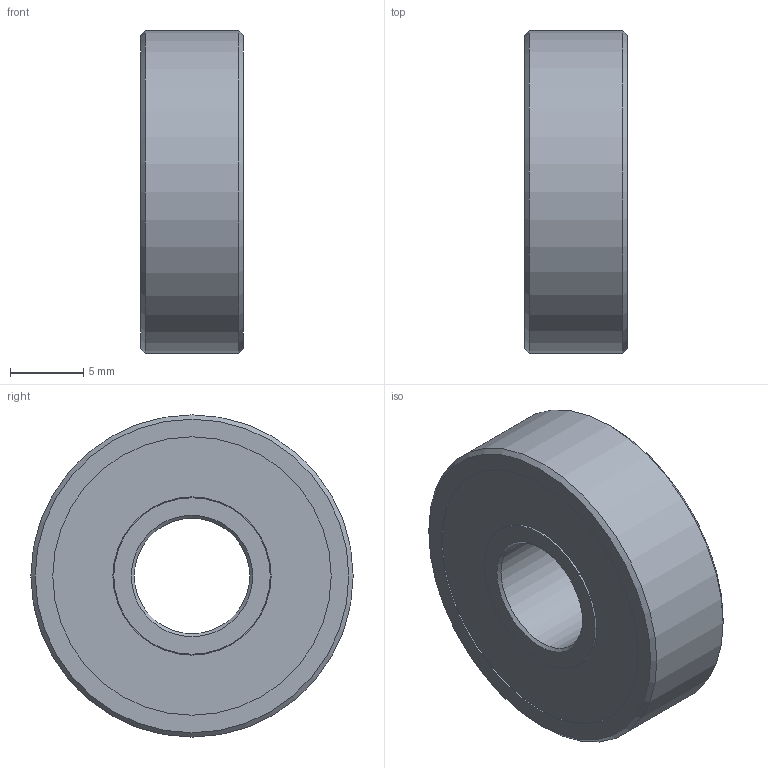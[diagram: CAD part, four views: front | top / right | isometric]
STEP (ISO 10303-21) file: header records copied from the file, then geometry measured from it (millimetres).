
FILE_DESCRIPTION(/* description */ (''),/* implementation_level */ '2;1');
FILE_NAME(/* name */ 'Bearings 8x22x7.step',/* time_stamp */ '2019-08-01T09:05:22+02:00',/* author */ (''),/* organization */ (''),/* preprocessor_version */ 'ST-DEVELOPER v18',/* originating_system */ 'Autodesk Translation Framework v8.2.0.1029',/* authorisation */ '');
FILE_SCHEMA (('AUTOMOTIVE_DESIGN { 1 0 10303 214 3 1 1 }'));
Length unit declared in the file: millimetre
Products named in the file (6): Sammanställning; Nedre ringen; Mellan ringen; Yttre ringen; Kula; Sidoskydd
Assembly tree (12 placements, depth 2):
  Sammanställning
    Nedre ringen
    Mellan ringen
    Yttre ringen
    Kula  x7
    Sidoskydd  x2
Bounding box: 7 x 22 x 22 mm (x, y, z)
Volume: 1726.4 mm3; surface area: 3687.3 mm2
Topology: 12 solids, 12 shells, 64 faces, 176 edges, 124 vertices
Faces by surface type: cylinder 16, bspline 14, sphere 14, plane 12, cone 4, torus 4
Full cylindrical faces by diameter (mm): 7.88 x1, 10.68 x2, 10.8 x2, 11.08 x2, 13.28 x1, 16.6 x1, 18.6 x2, 19 x4, 22 x1
Entity records: 4350 total; most frequent: CARTESIAN_POINT 2722, DIRECTION 300, ORIENTED_EDGE 272, EDGE_CURVE 136, AXIS2_PLACEMENT_3D 134, VERTEX_POINT 108, EDGE_LOOP 92, CIRCLE 76
